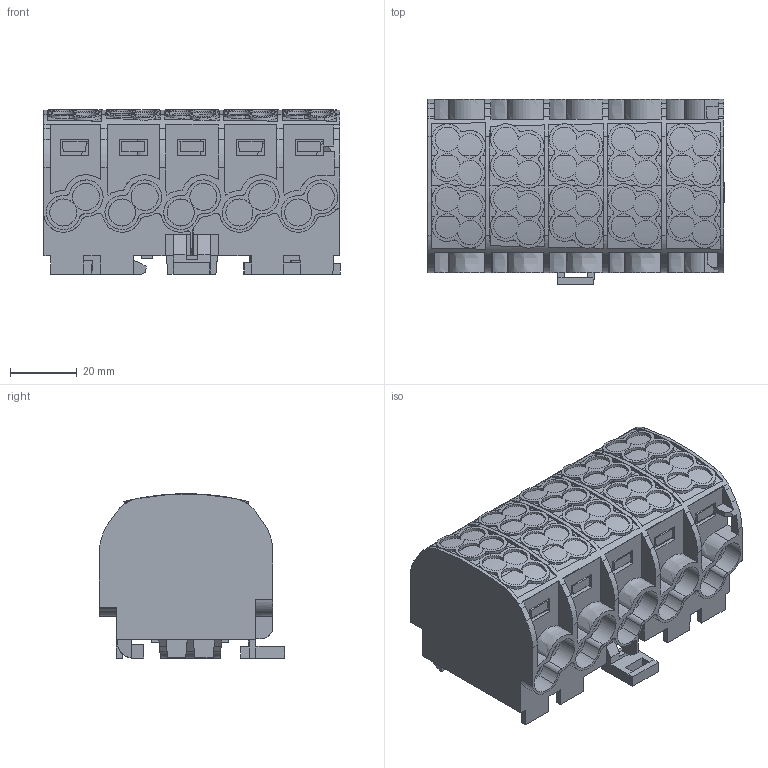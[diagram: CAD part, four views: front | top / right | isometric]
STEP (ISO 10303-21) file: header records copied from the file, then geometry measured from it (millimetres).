
FILE_DESCRIPTION(('CATIA V5 STEP Exchange','CAx-IF Rec.Pracs.--- Model Styling and Organization---1.5--- 2016-08-15','CAx-IF Rec.Pracs.---Supplemental Geometry---1.0---2011-11-01','CAx-IF Rec.Pracs.--- Composite Materials ---1.1---2010-07-15'),'2;1');
FILE_NAME ('7878443_2', '2025-09-23T06:39:00+00:00', ('none'), ('Weidmueller'), 'CATIA Version 5-6 Release 2024 SP4', 'CATIA V5 STEP AP214 v3', 'none');
FILE_SCHEMA(('AUTOMOTIVE_DESIGN { 1 0 10303 214 1 1 1 1 }'));
Length unit declared in the file: millimetre
Products named in the file (1): 1562140000_WPD_501_2x25-2x16 1xGN-3xGY-1xBL
Bounding box: 88.88 x 55.52 x 49.31 mm (x, y, z)
Volume: 151877 mm3; surface area: 50941.8 mm2
Topology: 6 solids, 6 shells, 1124 faces, 3168 edges, 2105 vertices
Faces by surface type: cylinder 456, plane 440, extrusion 227, bspline 1
Entity records: 42421 total; most frequent: CARTESIAN_POINT 16336, ORIENTED_EDGE 6336, DIRECTION 3608, EDGE_CURVE 3168, VERTEX_POINT 2105, VECTOR 1903, LINE 1676, B_SPLINE_CURVE_WITH_KNOTS 1360
